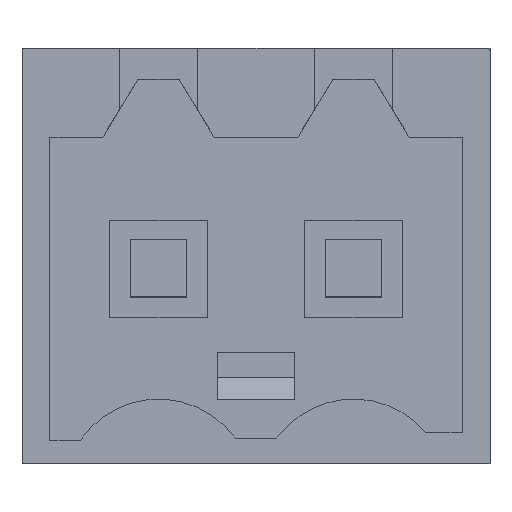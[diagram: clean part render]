
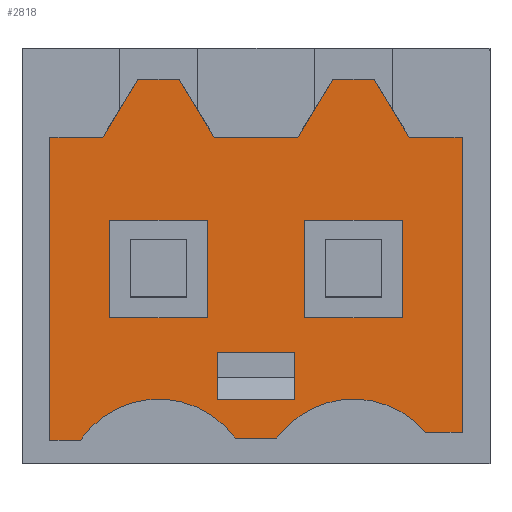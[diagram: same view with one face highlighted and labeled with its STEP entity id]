
A CAD part, top view. The second image highlights one B-rep face of the part: STEP entity #2818.
In plain terms, the highlighted planar face has unit normal (0, 0, 1).
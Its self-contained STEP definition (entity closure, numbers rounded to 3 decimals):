
#1549=AXIS2_PLACEMENT_3D('Circle Axis2P3D',#1547,#1548,$) ;
#1599=AXIS2_PLACEMENT_3D('Circle Axis2P3D',#1597,#1598,$) ;
#2670=AXIS2_PLACEMENT_3D('Plane Axis2P3D',#2667,#2668,#2669) ;
#1435=CARTESIAN_POINT('Vertex',(6.32,6.899,7.6)) ;
#1438=CARTESIAN_POINT('Line Origine',(6.635,6.375,7.6)) ;
#1442=CARTESIAN_POINT('Vertex',(6.95,5.85,7.6)) ;
#1469=CARTESIAN_POINT('Vertex',(7.9,5.85,7.6)) ;
#1472=CARTESIAN_POINT('Line Origine',(7.425,5.85,7.6)) ;
#1490=CARTESIAN_POINT('Line Origine',(7.9,3.2,7.6)) ;
#1494=CARTESIAN_POINT('Vertex',(7.9,0.55,7.6)) ;
#1519=CARTESIAN_POINT('Vertex',(7.246,0.55,7.6)) ;
#1522=CARTESIAN_POINT('Line Origine',(7.573,0.55,7.6)) ;
#1544=CARTESIAN_POINT('Vertex',(4.575,0.45,7.6)) ;
#1547=CARTESIAN_POINT('Axis2P3D Location',(5.95,-0.55,7.6)) ;
#1565=CARTESIAN_POINT('Line Origine',(4.2,0.45,7.6)) ;
#1569=CARTESIAN_POINT('Vertex',(3.825,0.45,7.6)) ;
#1594=CARTESIAN_POINT('Vertex',(1.048,0.411,7.6)) ;
#1597=CARTESIAN_POINT('Axis2P3D Location',(2.45,-0.55,7.6)) ;
#1619=CARTESIAN_POINT('Vertex',(0.5,0.411,7.6)) ;
#1622=CARTESIAN_POINT('Line Origine',(0.774,0.411,7.6)) ;
#1640=CARTESIAN_POINT('Line Origine',(0.5,3.131,7.6)) ;
#1644=CARTESIAN_POINT('Vertex',(0.5,5.85,7.6)) ;
#1664=CARTESIAN_POINT('Vertex',(1.45,5.85,7.6)) ;
#1667=CARTESIAN_POINT('Line Origine',(0.975,5.85,7.6)) ;
#1685=CARTESIAN_POINT('Line Origine',(1.765,6.375,7.6)) ;
#1689=CARTESIAN_POINT('Vertex',(2.08,6.899,7.6)) ;
#2651=CARTESIAN_POINT('Vertex',(5.58,6.899,7.6)) ;
#2654=CARTESIAN_POINT('Line Origine',(5.95,6.899,7.6)) ;
#2667=CARTESIAN_POINT('Axis2P3D Location',(5.95,3.5,7.6)) ;
#2672=CARTESIAN_POINT('Line Origine',(4.2,5.85,7.6)) ;
#2676=CARTESIAN_POINT('Vertex',(4.95,5.85,7.6)) ;
#2678=CARTESIAN_POINT('Vertex',(3.45,5.85,7.6)) ;
#2681=CARTESIAN_POINT('Line Origine',(3.135,6.375,7.6)) ;
#2685=CARTESIAN_POINT('Vertex',(2.82,6.899,7.6)) ;
#2688=CARTESIAN_POINT('Line Origine',(2.45,6.899,7.6)) ;
#2693=CARTESIAN_POINT('Line Origine',(5.265,6.375,7.6)) ;
#2716=CARTESIAN_POINT('Line Origine',(5.075,3.5,7.6)) ;
#2720=CARTESIAN_POINT('Vertex',(5.075,4.375,7.6)) ;
#2722=CARTESIAN_POINT('Vertex',(5.075,2.625,7.6)) ;
#2725=CARTESIAN_POINT('Line Origine',(5.95,4.375,7.6)) ;
#2729=CARTESIAN_POINT('Vertex',(6.825,4.375,7.6)) ;
#2732=CARTESIAN_POINT('Line Origine',(6.825,3.5,7.6)) ;
#2736=CARTESIAN_POINT('Vertex',(6.825,2.625,7.6)) ;
#2739=CARTESIAN_POINT('Line Origine',(5.95,2.625,7.6)) ;
#2750=CARTESIAN_POINT('Line Origine',(3.325,3.5,7.6)) ;
#2754=CARTESIAN_POINT('Vertex',(3.325,2.625,7.6)) ;
#2756=CARTESIAN_POINT('Vertex',(3.325,4.375,7.6)) ;
#2759=CARTESIAN_POINT('Line Origine',(2.45,2.625,7.6)) ;
#2763=CARTESIAN_POINT('Vertex',(1.575,2.625,7.6)) ;
#2766=CARTESIAN_POINT('Line Origine',(1.575,3.5,7.6)) ;
#2770=CARTESIAN_POINT('Vertex',(1.575,4.375,7.6)) ;
#2773=CARTESIAN_POINT('Line Origine',(2.45,4.375,7.6)) ;
#2784=CARTESIAN_POINT('Line Origine',(4.2,1.15,7.6)) ;
#2788=CARTESIAN_POINT('Vertex',(3.5,1.15,7.6)) ;
#2790=CARTESIAN_POINT('Vertex',(4.9,1.15,7.6)) ;
#2793=CARTESIAN_POINT('Line Origine',(3.5,1.575,7.6)) ;
#2797=CARTESIAN_POINT('Vertex',(3.5,2.,7.6)) ;
#2800=CARTESIAN_POINT('Line Origine',(4.2,2.,7.6)) ;
#2804=CARTESIAN_POINT('Vertex',(4.9,2.,7.6)) ;
#2807=CARTESIAN_POINT('Line Origine',(4.9,1.575,7.6)) ;
#1439=DIRECTION('Vector Direction',(0.514,-0.857,0.)) ;
#1473=DIRECTION('Vector Direction',(-1.,0.,0.)) ;
#1491=DIRECTION('Vector Direction',(0.,-1.,0.)) ;
#1523=DIRECTION('Vector Direction',(1.,0.,0.)) ;
#1548=DIRECTION('Axis2P3D Direction',(0.,0.,1.)) ;
#1566=DIRECTION('Vector Direction',(-1.,0.,0.)) ;
#1598=DIRECTION('Axis2P3D Direction',(0.,0.,1.)) ;
#1623=DIRECTION('Vector Direction',(1.,0.,0.)) ;
#1641=DIRECTION('Vector Direction',(0.,1.,0.)) ;
#1668=DIRECTION('Vector Direction',(-1.,0.,0.)) ;
#1686=DIRECTION('Vector Direction',(-0.514,-0.857,0.)) ;
#2655=DIRECTION('Vector Direction',(-1.,0.,0.)) ;
#2668=DIRECTION('Axis2P3D Direction',(0.,0.,1.)) ;
#2669=DIRECTION('Axis2P3D XDirection',(1.,0.,0.)) ;
#2673=DIRECTION('Vector Direction',(-1.,0.,0.)) ;
#2682=DIRECTION('Vector Direction',(-0.514,0.857,0.)) ;
#2689=DIRECTION('Vector Direction',(-1.,0.,0.)) ;
#2694=DIRECTION('Vector Direction',(0.514,0.857,0.)) ;
#2717=DIRECTION('Vector Direction',(0.,-1.,0.)) ;
#2726=DIRECTION('Vector Direction',(-1.,0.,0.)) ;
#2733=DIRECTION('Vector Direction',(0.,1.,0.)) ;
#2740=DIRECTION('Vector Direction',(1.,0.,0.)) ;
#2751=DIRECTION('Vector Direction',(0.,1.,0.)) ;
#2760=DIRECTION('Vector Direction',(1.,0.,0.)) ;
#2767=DIRECTION('Vector Direction',(0.,-1.,0.)) ;
#2774=DIRECTION('Vector Direction',(-1.,0.,0.)) ;
#2785=DIRECTION('Vector Direction',(1.,0.,0.)) ;
#2794=DIRECTION('Vector Direction',(0.,1.,0.)) ;
#2801=DIRECTION('Vector Direction',(1.,0.,0.)) ;
#2808=DIRECTION('Vector Direction',(0.,1.,0.)) ;
#1440=VECTOR('Line Direction',#1439,1.) ;
#1474=VECTOR('Line Direction',#1473,1.) ;
#1492=VECTOR('Line Direction',#1491,1.) ;
#1524=VECTOR('Line Direction',#1523,1.) ;
#1567=VECTOR('Line Direction',#1566,1.) ;
#1624=VECTOR('Line Direction',#1623,1.) ;
#1642=VECTOR('Line Direction',#1641,1.) ;
#1669=VECTOR('Line Direction',#1668,1.) ;
#1687=VECTOR('Line Direction',#1686,1.) ;
#2656=VECTOR('Line Direction',#2655,1.) ;
#2674=VECTOR('Line Direction',#2673,1.) ;
#2683=VECTOR('Line Direction',#2682,1.) ;
#2690=VECTOR('Line Direction',#2689,1.) ;
#2695=VECTOR('Line Direction',#2694,1.) ;
#2718=VECTOR('Line Direction',#2717,1.) ;
#2727=VECTOR('Line Direction',#2726,1.) ;
#2734=VECTOR('Line Direction',#2733,1.) ;
#2741=VECTOR('Line Direction',#2740,1.) ;
#2752=VECTOR('Line Direction',#2751,1.) ;
#2761=VECTOR('Line Direction',#2760,1.) ;
#2768=VECTOR('Line Direction',#2767,1.) ;
#2775=VECTOR('Line Direction',#2774,1.) ;
#2786=VECTOR('Line Direction',#2785,1.) ;
#2795=VECTOR('Line Direction',#2794,1.) ;
#2802=VECTOR('Line Direction',#2801,1.) ;
#2809=VECTOR('Line Direction',#2808,1.) ;
#2699=ORIENTED_EDGE('',*,*,#2680,.T.) ;
#2700=ORIENTED_EDGE('',*,*,#2687,.T.) ;
#2701=ORIENTED_EDGE('',*,*,#2692,.T.) ;
#2702=ORIENTED_EDGE('',*,*,#1691,.T.) ;
#2703=ORIENTED_EDGE('',*,*,#1671,.T.) ;
#2704=ORIENTED_EDGE('',*,*,#1646,.F.) ;
#2705=ORIENTED_EDGE('',*,*,#1626,.T.) ;
#2706=ORIENTED_EDGE('',*,*,#1601,.F.) ;
#2707=ORIENTED_EDGE('',*,*,#1571,.F.) ;
#2708=ORIENTED_EDGE('',*,*,#1551,.F.) ;
#2709=ORIENTED_EDGE('',*,*,#1526,.T.) ;
#2710=ORIENTED_EDGE('',*,*,#1496,.F.) ;
#2711=ORIENTED_EDGE('',*,*,#1476,.T.) ;
#2712=ORIENTED_EDGE('',*,*,#1444,.F.) ;
#2713=ORIENTED_EDGE('',*,*,#2658,.T.) ;
#2714=ORIENTED_EDGE('',*,*,#2697,.F.) ;
#2745=ORIENTED_EDGE('',*,*,#2724,.F.) ;
#2746=ORIENTED_EDGE('',*,*,#2731,.F.) ;
#2747=ORIENTED_EDGE('',*,*,#2738,.F.) ;
#2748=ORIENTED_EDGE('',*,*,#2743,.F.) ;
#2779=ORIENTED_EDGE('',*,*,#2758,.F.) ;
#2780=ORIENTED_EDGE('',*,*,#2765,.F.) ;
#2781=ORIENTED_EDGE('',*,*,#2772,.F.) ;
#2782=ORIENTED_EDGE('',*,*,#2777,.F.) ;
#2813=ORIENTED_EDGE('',*,*,#2792,.F.) ;
#2814=ORIENTED_EDGE('',*,*,#2799,.T.) ;
#2815=ORIENTED_EDGE('',*,*,#2806,.T.) ;
#2816=ORIENTED_EDGE('',*,*,#2811,.F.) ;
#2749=FACE_BOUND('',#2744,.T.) ;
#2783=FACE_BOUND('',#2778,.T.) ;
#2817=FACE_BOUND('',#2812,.T.) ;
#2818=ADVANCED_FACE('HOUSING',(#2715,#2749,#2783,#2817),#2671,.T.) ;
#1550=CIRCLE('generated circle',#1549,1.7) ;
#1600=CIRCLE('generated circle',#1599,1.7) ;
#1444=EDGE_CURVE('',#1436,#1443,#1441,.T.) ;
#1476=EDGE_CURVE('',#1470,#1443,#1475,.T.) ;
#1496=EDGE_CURVE('',#1470,#1495,#1493,.T.) ;
#1526=EDGE_CURVE('',#1520,#1495,#1525,.T.) ;
#1551=EDGE_CURVE('',#1520,#1545,#1550,.T.) ;
#1571=EDGE_CURVE('',#1545,#1570,#1568,.T.) ;
#1601=EDGE_CURVE('',#1570,#1595,#1600,.T.) ;
#1626=EDGE_CURVE('',#1620,#1595,#1625,.T.) ;
#1646=EDGE_CURVE('',#1620,#1645,#1643,.T.) ;
#1671=EDGE_CURVE('',#1665,#1645,#1670,.T.) ;
#1691=EDGE_CURVE('',#1690,#1665,#1688,.T.) ;
#2658=EDGE_CURVE('',#1436,#2652,#2657,.T.) ;
#2680=EDGE_CURVE('',#2677,#2679,#2675,.T.) ;
#2687=EDGE_CURVE('',#2679,#2686,#2684,.T.) ;
#2692=EDGE_CURVE('',#2686,#1690,#2691,.T.) ;
#2697=EDGE_CURVE('',#2677,#2652,#2696,.T.) ;
#2724=EDGE_CURVE('',#2721,#2723,#2719,.T.) ;
#2731=EDGE_CURVE('',#2730,#2721,#2728,.T.) ;
#2738=EDGE_CURVE('',#2737,#2730,#2735,.T.) ;
#2743=EDGE_CURVE('',#2723,#2737,#2742,.T.) ;
#2758=EDGE_CURVE('',#2755,#2757,#2753,.T.) ;
#2765=EDGE_CURVE('',#2764,#2755,#2762,.T.) ;
#2772=EDGE_CURVE('',#2771,#2764,#2769,.T.) ;
#2777=EDGE_CURVE('',#2757,#2771,#2776,.T.) ;
#2792=EDGE_CURVE('',#2789,#2791,#2787,.T.) ;
#2799=EDGE_CURVE('',#2789,#2798,#2796,.T.) ;
#2806=EDGE_CURVE('',#2798,#2805,#2803,.T.) ;
#2811=EDGE_CURVE('',#2791,#2805,#2810,.T.) ;
#2698=EDGE_LOOP('',(#2699,#2700,#2701,#2702,#2703,#2704,#2705,#2706,#2707,#2708,#2709,#2710,#2711,#2712,#2713,#2714)) ;
#2744=EDGE_LOOP('',(#2745,#2746,#2747,#2748)) ;
#2778=EDGE_LOOP('',(#2779,#2780,#2781,#2782)) ;
#2812=EDGE_LOOP('',(#2813,#2814,#2815,#2816)) ;
#2715=FACE_OUTER_BOUND('',#2698,.T.) ;
#1441=LINE('Line',#1438,#1440) ;
#1475=LINE('Line',#1472,#1474) ;
#1493=LINE('Line',#1490,#1492) ;
#1525=LINE('Line',#1522,#1524) ;
#1568=LINE('Line',#1565,#1567) ;
#1625=LINE('Line',#1622,#1624) ;
#1643=LINE('Line',#1640,#1642) ;
#1670=LINE('Line',#1667,#1669) ;
#1688=LINE('Line',#1685,#1687) ;
#2657=LINE('Line',#2654,#2656) ;
#2675=LINE('Line',#2672,#2674) ;
#2684=LINE('Line',#2681,#2683) ;
#2691=LINE('Line',#2688,#2690) ;
#2696=LINE('Line',#2693,#2695) ;
#2719=LINE('Line',#2716,#2718) ;
#2728=LINE('Line',#2725,#2727) ;
#2735=LINE('Line',#2732,#2734) ;
#2742=LINE('Line',#2739,#2741) ;
#2753=LINE('Line',#2750,#2752) ;
#2762=LINE('Line',#2759,#2761) ;
#2769=LINE('Line',#2766,#2768) ;
#2776=LINE('Line',#2773,#2775) ;
#2787=LINE('Line',#2784,#2786) ;
#2796=LINE('Line',#2793,#2795) ;
#2803=LINE('Line',#2800,#2802) ;
#2810=LINE('Line',#2807,#2809) ;
#2671=PLANE('',#2670) ;
#1436=VERTEX_POINT('',#1435) ;
#1443=VERTEX_POINT('',#1442) ;
#1470=VERTEX_POINT('',#1469) ;
#1495=VERTEX_POINT('',#1494) ;
#1520=VERTEX_POINT('',#1519) ;
#1545=VERTEX_POINT('',#1544) ;
#1570=VERTEX_POINT('',#1569) ;
#1595=VERTEX_POINT('',#1594) ;
#1620=VERTEX_POINT('',#1619) ;
#1645=VERTEX_POINT('',#1644) ;
#1665=VERTEX_POINT('',#1664) ;
#1690=VERTEX_POINT('',#1689) ;
#2652=VERTEX_POINT('',#2651) ;
#2677=VERTEX_POINT('',#2676) ;
#2679=VERTEX_POINT('',#2678) ;
#2686=VERTEX_POINT('',#2685) ;
#2721=VERTEX_POINT('',#2720) ;
#2723=VERTEX_POINT('',#2722) ;
#2730=VERTEX_POINT('',#2729) ;
#2737=VERTEX_POINT('',#2736) ;
#2755=VERTEX_POINT('',#2754) ;
#2757=VERTEX_POINT('',#2756) ;
#2764=VERTEX_POINT('',#2763) ;
#2771=VERTEX_POINT('',#2770) ;
#2789=VERTEX_POINT('',#2788) ;
#2791=VERTEX_POINT('',#2790) ;
#2798=VERTEX_POINT('',#2797) ;
#2805=VERTEX_POINT('',#2804) ;
